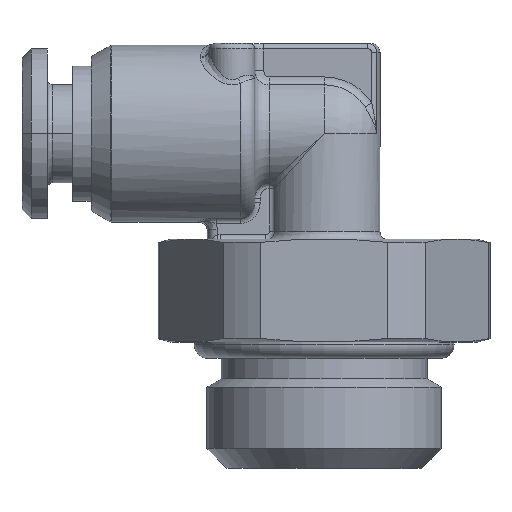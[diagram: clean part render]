
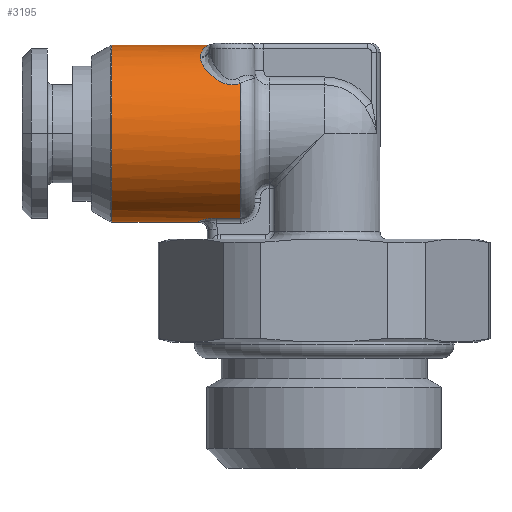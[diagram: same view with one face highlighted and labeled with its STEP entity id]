
A CAD part, top view. The second image highlights one B-rep face of the part: STEP entity #3195.
In plain terms, the highlighted cylindrical face has radius 4.9 mm (diameter 9.8 mm), a partial arc.
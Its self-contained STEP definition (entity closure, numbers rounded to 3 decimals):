
#133=CARTESIAN_POINT('',(-5.996,-4.677,1.461));
#134=CARTESIAN_POINT('',(-6.051,-4.677,1.461));
#135=CARTESIAN_POINT('',(-6.154,-4.68,1.451));
#136=CARTESIAN_POINT('',(-6.292,-4.69,1.418));
#137=CARTESIAN_POINT('',(-6.41,-4.705,1.371));
#138=CARTESIAN_POINT('',(-6.51,-4.72,1.315));
#139=CARTESIAN_POINT('',(-6.593,-4.737,1.255));
#140=CARTESIAN_POINT('',(-6.663,-4.753,1.193));
#141=CARTESIAN_POINT('',(-6.72,-4.767,1.133));
#142=CARTESIAN_POINT('',(-6.767,-4.781,1.074));
#143=CARTESIAN_POINT('',(-6.807,-4.793,1.019));
#144=CARTESIAN_POINT('',(-6.841,-4.804,
0.967));
#145=CARTESIAN_POINT('',(-6.869,-4.813,
0.918));
#146=CARTESIAN_POINT('',(-6.893,-4.821,
0.874));
#147=CARTESIAN_POINT('',(-6.907,-4.826,
0.848));
#148=CARTESIAN_POINT('',(-6.914,-4.828,
0.835));
#150=CARTESIAN_POINT('',(-6.975,-4.9,
0.));
#151=CARTESIAN_POINT('',(-6.975,-4.9,
0.095));
#152=CARTESIAN_POINT('',(-6.97,-4.894,
0.284));
#153=CARTESIAN_POINT('',(-6.95,-4.87,
0.561));
#154=CARTESIAN_POINT('',(-6.927,-4.844,
0.744));
#155=CARTESIAN_POINT('',(-6.914,-4.828,
0.835));
#157=CARTESIAN_POINT('',(-11.77,0.,0.));
#158=DIRECTION('',(1.,0.,0.));
#159=DIRECTION('',(0.,1.,0.));
#160=AXIS2_PLACEMENT_3D('',#157,#158,#159);
#162=CARTESIAN_POINT('',(-6.437,4.9,0.));
#163=CARTESIAN_POINT('',(-6.437,4.9,0.095));
#164=CARTESIAN_POINT('',(-6.449,4.894,0.282));
#165=CARTESIAN_POINT('',(-6.489,4.872,0.542));
#166=CARTESIAN_POINT('',(-6.547,4.835,0.81));
#167=CARTESIAN_POINT('',(-6.613,4.783,1.078));
#168=CARTESIAN_POINT('',(-6.68,4.715,1.343));
#169=CARTESIAN_POINT('',(-6.741,4.634,1.599));
#170=CARTESIAN_POINT('',(-6.793,4.542,1.846));
#171=CARTESIAN_POINT('',(-6.836,4.423,2.116));
#172=CARTESIAN_POINT('',(-6.85,4.322,2.312));
#173=CARTESIAN_POINT('',(-6.85,4.265,2.413));
#175=CARTESIAN_POINT('',(-6.85,0.,0.));
#176=DIRECTION('',(1.,0.,0.));
#177=DIRECTION('',(0.,0.87,0.492));
#178=AXIS2_PLACEMENT_3D('',#175,#176,#177);
#180=CARTESIAN_POINT('',(-6.85,4.217,2.495));
#181=CARTESIAN_POINT('',(-6.85,4.114,2.67));
#182=CARTESIAN_POINT('',(-6.79,3.9,2.984));
#183=CARTESIAN_POINT('',(-6.582,3.567,3.37));
#184=CARTESIAN_POINT('',(-6.323,3.278,3.648));
#185=CARTESIAN_POINT('',(-6.026,3.027,3.857));
#186=CARTESIAN_POINT('',(-5.695,2.831,4.001));
#187=CARTESIAN_POINT('',(-5.343,2.715,4.079));
#188=CARTESIAN_POINT('',(-5.,2.699,4.09));
#189=CARTESIAN_POINT('',(-4.766,2.747,4.058));
#190=CARTESIAN_POINT('',(-4.65,2.787,4.03));
#192=CARTESIAN_POINT('',(-4.65,0.,0.));
#193=DIRECTION('',(1.,0.,0.));
#194=DIRECTION('',(0.,0.569,0.822));
#195=AXIS2_PLACEMENT_3D('',#192,#193,#194);
#197=DIRECTION('',(-1.,0.,0.));
#198=VECTOR('',#197,1.346);
#199=CARTESIAN_POINT('',(-4.65,-4.677,1.461));
#200=LINE('',#199,#198);
#223=CARTESIAN_POINT('',(-4.65,-4.677,1.461));
#225=CARTESIAN_POINT('',(-4.65,2.787,4.03));
#351=DIRECTION('',(-1.,0.,0.));
#352=VECTOR('',#351,5.333);
#353=CARTESIAN_POINT('',(-6.437,4.9,0.));
#354=LINE('',#353,#352);
#360=DIRECTION('',(-1.,0.,0.));
#361=VECTOR('',#360,4.795);
#362=CARTESIAN_POINT('',(-6.975,-4.9,
0.));
#363=LINE('',#362,#361);
#2560=CARTESIAN_POINT('',(-11.77,4.9,0.));
#2561=CARTESIAN_POINT('',(-11.77,-4.9,0.));
#2562=VERTEX_POINT('',#2560);
#2563=VERTEX_POINT('',#2561);
#2631=VERTEX_POINT('',#225);
#2634=VERTEX_POINT('',#180);
#2636=VERTEX_POINT('',#162);
#2637=VERTEX_POINT('',#173);
#2669=CARTESIAN_POINT('',(-6.975,-4.9,
0.));
#2671=VERTEX_POINT('',#2669);
#2950=VERTEX_POINT('',#133);
#2951=VERTEX_POINT('',#148);
#2954=VERTEX_POINT('',#223);
#3169=CARTESIAN_POINT('',(-13.7,0.,0.));
#3170=DIRECTION('',(1.,0.,0.));
#3171=DIRECTION('',(0.,-1.,0.));
#3172=AXIS2_PLACEMENT_3D('',#3169,#3170,#3171);
#3173=CYLINDRICAL_SURFACE('',#3172,4.9);
#3175=ORIENTED_EDGE('',*,*,#3174,.T.);
#3177=ORIENTED_EDGE('',*,*,#3176,.F.);
#3179=ORIENTED_EDGE('',*,*,#3178,.T.);
#3180=ORIENTED_EDGE('',*,*,#3159,.F.);
#3182=ORIENTED_EDGE('',*,*,#3181,.F.);
#3184=ORIENTED_EDGE('',*,*,#3183,.T.);
#3186=ORIENTED_EDGE('',*,*,#3185,.T.);
#3188=ORIENTED_EDGE('',*,*,#3187,.T.);
#3190=ORIENTED_EDGE('',*,*,#3189,.T.);
#3192=ORIENTED_EDGE('',*,*,#3191,.T.);
#3193=EDGE_LOOP('',(#3175,#3177,#3179,#3180,#3182,#3184,#3186,#3188,#3190,
#3192));
#3194=FACE_OUTER_BOUND('',#3193,.F.);
#3195=ADVANCED_FACE('',(#3194),#3173,.T.);
#149=B_SPLINE_CURVE_WITH_KNOTS('',3,(#133,#134,#135,#136,#137,#138,#139,#140,
#141,#142,#143,#144,#145,#146,#147,#148),.UNSPECIFIED.,.F.,.F.,(4,1,1,1,1,1,1,1,
1,1,1,1,1,4),(0.,0.077,0.154,0.231,
0.308,0.385,0.462,0.538,
0.615,0.692,0.769,0.846,
0.923,1.),.UNSPECIFIED.);
#156=B_SPLINE_CURVE_WITH_KNOTS('',3,(#150,#151,#152,#153,#154,#155),
.UNSPECIFIED.,.F.,.F.,(4,1,1,4),(0.,0.333,0.667,1.),
.UNSPECIFIED.);
#161=CIRCLE('',#160,4.9);
#174=B_SPLINE_CURVE_WITH_KNOTS('',3,(#162,#163,#164,#165,#166,#167,#168,#169,
#170,#171,#172,#173),.UNSPECIFIED.,.F.,.F.,(4,1,1,1,1,1,1,1,1,4),(0.,
0.111,0.222,0.333,0.444,
0.556,0.667,0.778,0.889,1.),
.UNSPECIFIED.);
#179=CIRCLE('',#178,4.9);
#191=B_SPLINE_CURVE_WITH_KNOTS('',3,(#180,#181,#182,#183,#184,#185,#186,#187,
#188,#189,#190),.UNSPECIFIED.,.F.,.F.,(4,1,1,1,1,1,1,1,4),(0.,0.125,0.25,
0.375,0.5,0.625,0.75,0.875,1.),.UNSPECIFIED.);
#196=CIRCLE('',#195,4.9);
#3159=EDGE_CURVE('',#2562,#2563,#161,.T.);
#3174=EDGE_CURVE('',#2950,#2951,#149,.T.);
#3176=EDGE_CURVE('',#2671,#2951,#156,.T.);
#3178=EDGE_CURVE('',#2671,#2563,#363,.T.);
#3181=EDGE_CURVE('',#2636,#2562,#354,.T.);
#3183=EDGE_CURVE('',#2636,#2637,#174,.T.);
#3185=EDGE_CURVE('',#2637,#2634,#179,.T.);
#3187=EDGE_CURVE('',#2634,#2631,#191,.T.);
#3189=EDGE_CURVE('',#2631,#2954,#196,.T.);
#3191=EDGE_CURVE('',#2954,#2950,#200,.T.);
